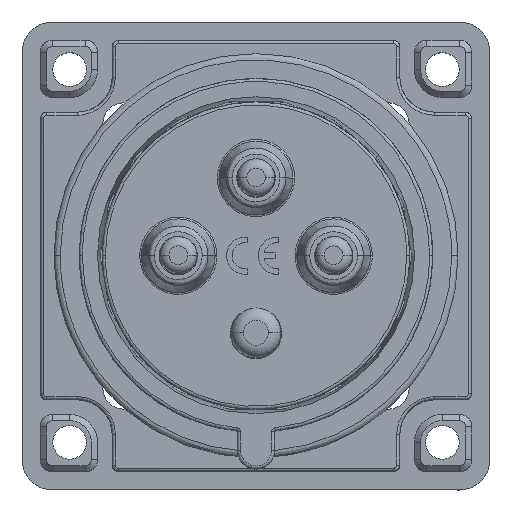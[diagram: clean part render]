
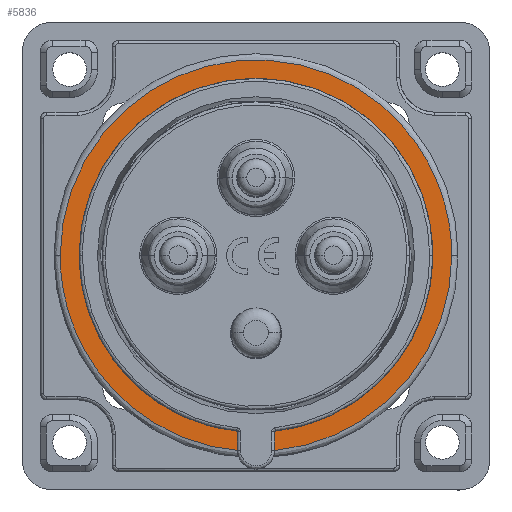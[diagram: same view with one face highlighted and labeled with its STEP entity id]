
A CAD part, top view. The second image highlights one B-rep face of the part: STEP entity #5836.
In plain terms, the highlighted planar face has unit normal (0, 0, 1).
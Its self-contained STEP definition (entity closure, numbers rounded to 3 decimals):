
#3383 = VERTEX_POINT ( 'NONE', #114967 ) ;
#4015 = ORIENTED_EDGE ( 'NONE', *, *, #103623, .F. ) ;
#5836 = ADVANCED_FACE ( 'NONE', ( #111633, #28098 ), #32630, .F. ) ;
#9869 = DIRECTION ( 'NONE',  ( 0., 0., 1. ) ) ;
#13870 = EDGE_CURVE ( 'NONE', #3383, #76242, #15036, .T. ) ;
#15036 =( BOUNDED_CURVE ( )  B_SPLINE_CURVE ( 3, ( #99721, #107892, #82577, #19859 ),
 .UNSPECIFIED., .F., .F. ) 
 B_SPLINE_CURVE_WITH_KNOTS ( ( 4, 4 ),
 ( 0., 0.5 ),
 .UNSPECIFIED. ) 
 CURVE ( )  GEOMETRIC_REPRESENTATION_ITEM ( )  RATIONAL_B_SPLINE_CURVE ( ( 1., 0.333, 0.333, 1. ) ) 
 REPRESENTATION_ITEM ( '' )  );
#15556 = CARTESIAN_POINT ( 'NONE',  ( 27.25, 0., 18.7 ) ) ;
#18235 = EDGE_CURVE ( 'NONE', #76242, #3383, #35857, .T. ) ;
#19739 = CARTESIAN_POINT ( 'NONE',  ( -31.5, -63., 18.7 ) ) ;
#19859 = CARTESIAN_POINT ( 'NONE',  ( 31.5, 0., 18.7 ) ) ;
#24997 = ORIENTED_EDGE ( 'NONE', *, *, #88216, .F. ) ;
#25798 = CARTESIAN_POINT ( 'NONE',  ( 0., 0., 18.7 ) ) ;
#26340 = CARTESIAN_POINT ( 'NONE',  ( 0., 0., 18.7 ) ) ;
#26490 = EDGE_LOOP ( 'NONE', ( #24997, #4015 ) ) ;
#28098 = FACE_OUTER_BOUND ( 'NONE', #59786, .T. ) ;
#29625 = AXIS2_PLACEMENT_3D ( 'NONE', #26340, #9869, #72191 ) ;
#32630 = PLANE ( 'NONE',  #87375 ) ;
#33017 = DIRECTION ( 'NONE',  ( 0., 0., -1. ) ) ;
#33408 = DIRECTION ( 'NONE',  ( -1., 0., 0. ) ) ;
#35857 =( BOUNDED_CURVE ( )  B_SPLINE_CURVE ( 3, ( #55241, #64503, #19739, #47441 ),
 .UNSPECIFIED., .F., .T. ) 
 B_SPLINE_CURVE_WITH_KNOTS ( ( 4, 4 ),
 ( 0.5, 1. ),
 .UNSPECIFIED. ) 
 CURVE ( )  GEOMETRIC_REPRESENTATION_ITEM ( )  RATIONAL_B_SPLINE_CURVE ( ( 1., 0.333, 0.333, 1. ) ) 
 REPRESENTATION_ITEM ( '' )  );
#41511 = CIRCLE ( 'NONE', #85508, 27.25 ) ;
#45577 = CARTESIAN_POINT ( 'NONE',  ( -27.25, 0., 18.7 ) ) ;
#47441 = CARTESIAN_POINT ( 'NONE',  ( -31.5, 0., 18.7 ) ) ;
#53035 = CIRCLE ( 'NONE', #29625, 27.25 ) ;
#55241 = CARTESIAN_POINT ( 'NONE',  ( 31.5, 0., 18.7 ) ) ;
#59786 = EDGE_LOOP ( 'NONE', ( #60106, #61454 ) ) ;
#60106 = ORIENTED_EDGE ( 'NONE', *, *, #13870, .F. ) ;
#61454 = ORIENTED_EDGE ( 'NONE', *, *, #18235, .F. ) ;
#64503 = CARTESIAN_POINT ( 'NONE',  ( 31.5, -63., 18.7 ) ) ;
#72191 = DIRECTION ( 'NONE',  ( 1., 0., 0. ) ) ;
#76242 = VERTEX_POINT ( 'NONE', #91385 ) ;
#80607 = VERTEX_POINT ( 'NONE', #45577 ) ;
#82577 = CARTESIAN_POINT ( 'NONE',  ( 31.5, 63., 18.7 ) ) ;
#85508 = AXIS2_PLACEMENT_3D ( 'NONE', #25798, #115290, #88124 ) ;
#87375 = AXIS2_PLACEMENT_3D ( 'NONE', #95653, #33017, #33408 ) ;
#88124 = DIRECTION ( 'NONE',  ( 1., 0., 0. ) ) ;
#88216 = EDGE_CURVE ( 'NONE', #106218, #80607, #41511, .T. ) ;
#91385 = CARTESIAN_POINT ( 'NONE',  ( 31.5, 0., 18.7 ) ) ;
#95653 = CARTESIAN_POINT ( 'NONE',  ( 39., 39., 18.7 ) ) ;
#99721 = CARTESIAN_POINT ( 'NONE',  ( -31.5, 0., 18.7 ) ) ;
#103623 = EDGE_CURVE ( 'NONE', #80607, #106218, #53035, .T. ) ;
#106218 = VERTEX_POINT ( 'NONE', #15556 ) ;
#107892 = CARTESIAN_POINT ( 'NONE',  ( -31.5, 63., 18.7 ) ) ;
#111633 = FACE_BOUND ( 'NONE', #26490, .T. ) ;
#114967 = CARTESIAN_POINT ( 'NONE',  ( -31.5, 0., 18.7 ) ) ;
#115290 = DIRECTION ( 'NONE',  ( 0., 0., 1. ) ) ;
